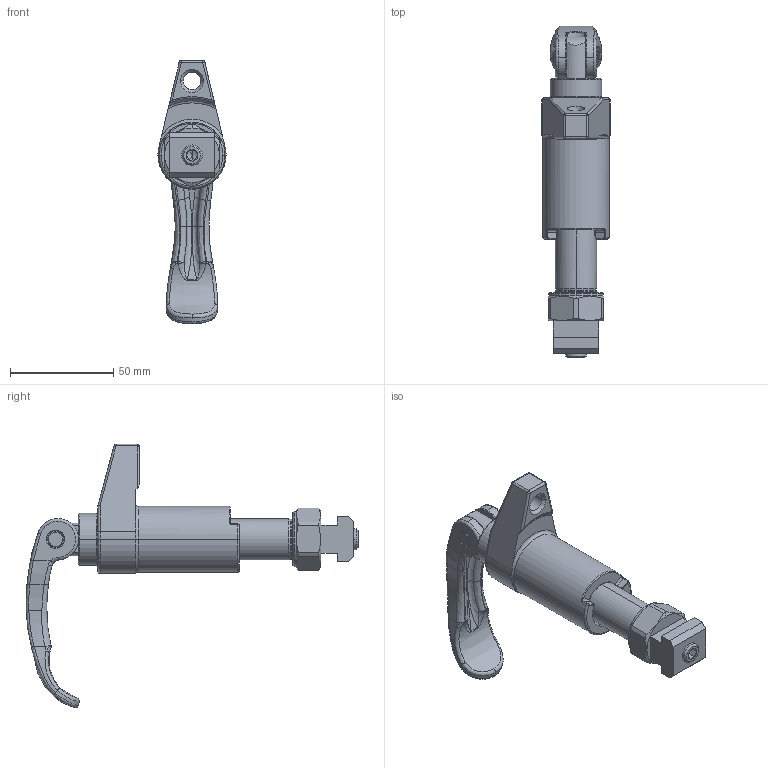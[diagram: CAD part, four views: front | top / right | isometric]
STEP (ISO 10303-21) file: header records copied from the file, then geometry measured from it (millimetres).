
FILE_DESCRIPTION (( 'STEP AP214' ), '1' );
FILE_NAME ('23310.0045_88mm.STEP', '2023-06-14T09:26:25', ( '' ), ( '' ), 'SwSTEP 2.0', 'SolidWorks 2021', '' );
FILE_SCHEMA (( 'AUTOMOTIVE_DESIGN' ));
Length unit declared in the file: millimetre
Products named in the file (1): 23310.0045_88mm
Bounding box: 33 x 160.86 x 127.59 mm (x, y, z)
Volume: 109460.8 mm3; surface area: 22959 mm2
Topology: 1 solids, 1 shells, 271 faces, 662 edges, 394 vertices
Faces by surface type: bspline 86, cylinder 71, plane 51, cone 43, torus 16, sphere 4
Entity records: 23652 total; most frequent: CARTESIAN_POINT 15234, ORIENTED_EDGE 1312, DIRECTION 921, EDGE_CURVE 656, VERTEX_POINT 394, AXIS2_PLACEMENT_3D 374, EDGE_LOOP 284, ADVANCED_FACE 271
